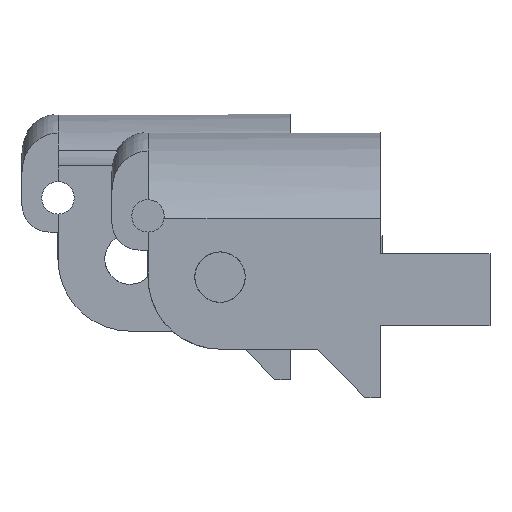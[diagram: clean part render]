
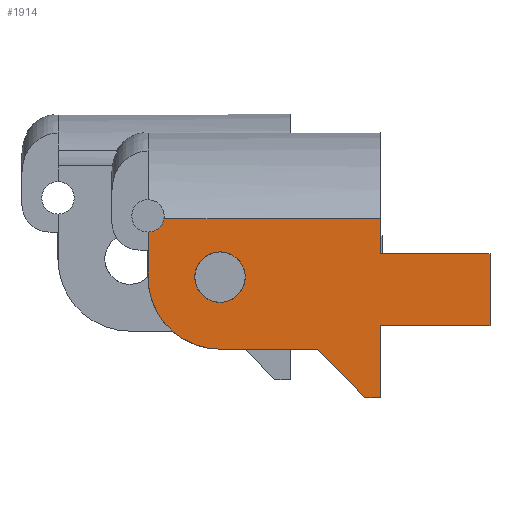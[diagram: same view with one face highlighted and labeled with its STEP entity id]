
A CAD part, front view. The second image highlights one B-rep face of the part: STEP entity #1914.
In plain terms, the highlighted planar face has unit normal (0, -1, 0).
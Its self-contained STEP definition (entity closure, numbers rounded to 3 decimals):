
#55=FACE_BOUND('',#253,.T.);
#78=CIRCLE('',#2038,0.9);
#80=CIRCLE('',#2042,4.);
#81=CIRCLE('',#2043,1.4);
#82=CIRCLE('',#2044,1.4);
#150=FACE_OUTER_BOUND('',#252,.T.);
#252=EDGE_LOOP('',(#1360,#1361,#1362,#1363,#1364,#1365,#1366,#1367,#1368,
#1369,#1370,#1371));
#253=EDGE_LOOP('',(#1372,#1373));
#343=LINE('',#2725,#556);
#373=LINE('',#2800,#586);
#379=LINE('',#2812,#592);
#381=LINE('',#2815,#594);
#382=LINE('',#2818,#595);
#410=LINE('',#2904,#623);
#411=LINE('',#2906,#624);
#412=LINE('',#2910,#625);
#413=LINE('',#2912,#626);
#414=LINE('',#2913,#627);
#556=VECTOR('',#2182,10.);
#586=VECTOR('',#2242,10.);
#592=VECTOR('',#2250,10.);
#594=VECTOR('',#2254,10.);
#595=VECTOR('',#2257,10.);
#623=VECTOR('',#2317,10.);
#624=VECTOR('',#2318,10.);
#625=VECTOR('',#2321,10.);
#626=VECTOR('',#2322,10.);
#627=VECTOR('',#2323,10.);
#770=VERTEX_POINT('',#2722);
#771=VERTEX_POINT('',#2724);
#801=VERTEX_POINT('',#2799);
#804=VERTEX_POINT('',#2806);
#806=VERTEX_POINT('',#2810);
#807=VERTEX_POINT('',#2817);
#832=VERTEX_POINT('',#2879);
#833=VERTEX_POINT('',#2881);
#836=VERTEX_POINT('',#2905);
#837=VERTEX_POINT('',#2907);
#838=VERTEX_POINT('',#2909);
#839=VERTEX_POINT('',#2911);
#840=VERTEX_POINT('',#2914);
#841=VERTEX_POINT('',#2915);
#961=EDGE_CURVE('',#771,#770,#343,.T.);
#998=EDGE_CURVE('',#771,#801,#373,.T.);
#1004=EDGE_CURVE('',#804,#806,#379,.T.);
#1006=EDGE_CURVE('',#801,#806,#381,.T.);
#1007=EDGE_CURVE('',#807,#804,#382,.T.);
#1038=EDGE_CURVE('',#833,#832,#78,.T.);
#1043=EDGE_CURVE('',#770,#833,#410,.T.);
#1044=EDGE_CURVE('',#832,#836,#411,.T.);
#1045=EDGE_CURVE('',#836,#837,#80,.T.);
#1046=EDGE_CURVE('',#837,#838,#412,.T.);
#1047=EDGE_CURVE('',#838,#839,#413,.T.);
#1048=EDGE_CURVE('',#839,#807,#414,.T.);
#1049=EDGE_CURVE('',#840,#841,#81,.T.);
#1050=EDGE_CURVE('',#841,#840,#82,.T.);
#1360=ORIENTED_EDGE('',*,*,#1043,.T.);
#1361=ORIENTED_EDGE('',*,*,#1038,.T.);
#1362=ORIENTED_EDGE('',*,*,#1044,.T.);
#1363=ORIENTED_EDGE('',*,*,#1045,.T.);
#1364=ORIENTED_EDGE('',*,*,#1046,.T.);
#1365=ORIENTED_EDGE('',*,*,#1047,.T.);
#1366=ORIENTED_EDGE('',*,*,#1048,.T.);
#1367=ORIENTED_EDGE('',*,*,#1007,.T.);
#1368=ORIENTED_EDGE('',*,*,#1004,.T.);
#1369=ORIENTED_EDGE('',*,*,#1006,.F.);
#1370=ORIENTED_EDGE('',*,*,#998,.F.);
#1371=ORIENTED_EDGE('',*,*,#961,.T.);
#1372=ORIENTED_EDGE('',*,*,#1049,.T.);
#1373=ORIENTED_EDGE('',*,*,#1050,.T.);
#1838=PLANE('',#2041);
#1914=ADVANCED_FACE('',(#150,#55),#1838,.T.);
#2038=AXIS2_PLACEMENT_3D('',#2882,#2307,#2308);
#2041=AXIS2_PLACEMENT_3D('',#2903,#2315,#2316);
#2042=AXIS2_PLACEMENT_3D('',#2908,#2319,#2320);
#2043=AXIS2_PLACEMENT_3D('',#2916,#2324,#2325);
#2044=AXIS2_PLACEMENT_3D('',#2917,#2326,#2327);
#2182=DIRECTION('',(0.,0.,1.));
#2242=DIRECTION('',(1.,0.,0.));
#2250=DIRECTION('',(1.,0.,0.));
#2254=DIRECTION('',(0.,0.,-1.));
#2257=DIRECTION('',(0.,0.,1.));
#2307=DIRECTION('center_axis',(0.,1.,0.));
#2308=DIRECTION('ref_axis',(0.,0.,
-1.));
#2315=DIRECTION('center_axis',(0.,-1.,0.));
#2316=DIRECTION('ref_axis',(0.,0.,
-1.));
#2317=DIRECTION('',(-1.,0.,0.));
#2318=DIRECTION('',(0.,0.,-1.));
#2319=DIRECTION('center_axis',(0.,-1.,0.));
#2320=DIRECTION('ref_axis',(0.,0.,
-1.));
#2321=DIRECTION('',(1.,0.,0.));
#2322=DIRECTION('',(0.697,0.,-0.717));
#2323=DIRECTION('',(1.,0.,0.));
#2324=DIRECTION('center_axis',(0.,1.,0.));
#2325=DIRECTION('ref_axis',(0.,0.,1.));
#2326=DIRECTION('center_axis',(0.,1.,0.));
#2327=DIRECTION('ref_axis',(0.,0.,1.));
#2722=CARTESIAN_POINT('',(11.576,-93.099,-1.785));
#2724=CARTESIAN_POINT('',(11.576,-93.099,-3.727));
#2725=CARTESIAN_POINT('',(11.576,-93.099,-4.527));
#2799=CARTESIAN_POINT('',(17.676,-93.099,-3.727));
#2800=CARTESIAN_POINT('',(11.676,-93.099,-3.727));
#2806=CARTESIAN_POINT('',(11.576,-93.099,-7.727));
#2810=CARTESIAN_POINT('',(17.676,-93.099,-7.727));
#2812=CARTESIAN_POINT('',(11.676,-93.099,-7.727));
#2815=CARTESIAN_POINT('',(17.676,-93.099,-7.727));
#2817=CARTESIAN_POINT('',(11.576,-93.099,-11.727));
#2818=CARTESIAN_POINT('',(11.576,-93.099,-4.527));
#2879=CARTESIAN_POINT('',(-1.324,-93.099,-2.527));
#2881=CARTESIAN_POINT('',(-0.438,-93.099,-1.785));
#2882=CARTESIAN_POINT('Origin',(-1.324,-93.099,-1.627));
#2903=CARTESIAN_POINT('Origin',(34.676,-93.099,-4.027));
#2904=CARTESIAN_POINT('',(11.676,-93.099,-1.785));
#2905=CARTESIAN_POINT('',(-1.324,-93.099,-5.027));
#2906=CARTESIAN_POINT('',(-1.324,-93.099,-5.027));
#2907=CARTESIAN_POINT('',(2.676,-93.099,-9.027));
#2908=CARTESIAN_POINT('Origin',(2.676,-93.099,-5.027));
#2909=CARTESIAN_POINT('',(8.103,-93.099,-9.027));
#2910=CARTESIAN_POINT('',(16.676,-93.099,-9.027));
#2911=CARTESIAN_POINT('',(10.725,-93.099,-11.727));
#2912=CARTESIAN_POINT('',(12.964,-93.099,-14.033));
#2913=CARTESIAN_POINT('',(34.676,-93.099,-11.727));
#2914=CARTESIAN_POINT('',(1.696,-93.099,-4.027));
#2915=CARTESIAN_POINT('',(2.676,-93.099,-6.427));
#2916=CARTESIAN_POINT('Origin',(2.676,-93.099,-5.027));
#2917=CARTESIAN_POINT('Origin',(2.676,-93.099,-5.027));
